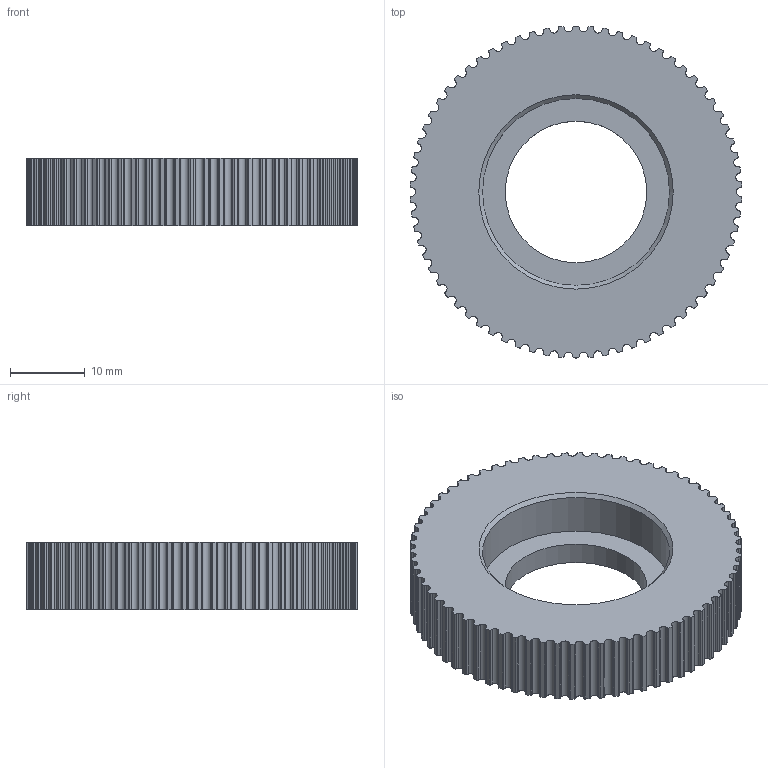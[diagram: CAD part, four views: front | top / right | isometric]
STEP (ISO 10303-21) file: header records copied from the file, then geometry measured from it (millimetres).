
FILE_DESCRIPTION(/* description */ ('STEP AP242','CAx-IF Rec.Pracs.---Representation and Presentation of Product Manufacturing Information (PMI)---4.0---2014-10-13','CAx-IF Rec.Pracs.---3D Tessellated Geometry---0.4---2014-09-14','2;1'),/* implementation_level */ '2;1');
FILE_NAME(/* name */ 'Pulley 70Ts CNC - Pulley 70Ts CNC',/* time_stamp */ '2025-03-19T21:07:35Z',/* author */ (''),/* organization */ (''),/* preprocessor_version */ 'ST-DEVELOPER v20',/* originating_system */ 'ONSHAPE BY PTC INC, 1.195',/* authorisation */ ' ');
FILE_SCHEMA (('AP242_MANAGED_MODEL_BASED_3D_ENGINEERING_MIM_LF { 1 0 10303 442 1 1 4 }'));
Length unit declared in the file: metre
Products named in the file (1): Pulley 70Ts CNC
Bounding box: 44.53 x 44.55 x 9 mm (x, y, z)
Volume: 9741.3 mm3; surface area: 4852.6 mm2
Topology: 1 solids, 1 shells, 426 faces, 1268 edges, 845 vertices
Faces by surface type: cylinder 422, plane 3, cone 1
Full cylindrical faces by diameter (mm): 19 x1, 25.1 x1
Entity records: 14840 total; most frequent: DIRECTION 2964, CARTESIAN_POINT 2537, ORIENTED_EDGE 2530, AXIS2_PLACEMENT_3D 1272, EDGE_CURVE 1265, VERTEX_POINT 845, CIRCLE 845, EDGE_LOOP 432
